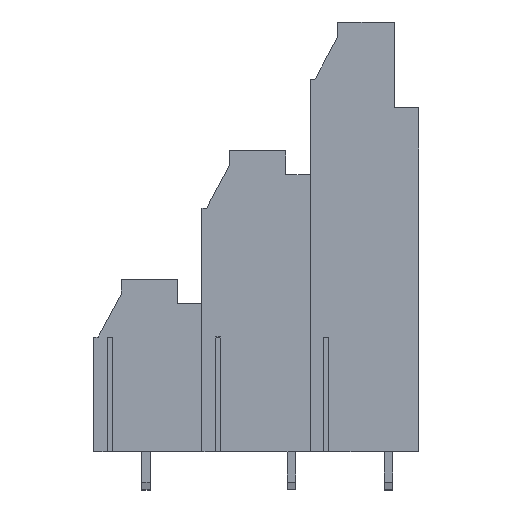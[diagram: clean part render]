
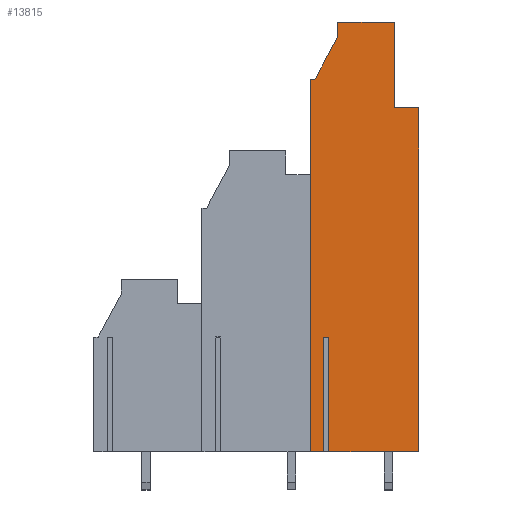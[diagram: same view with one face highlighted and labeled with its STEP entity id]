
A CAD part, top view. The second image highlights one B-rep face of the part: STEP entity #13815.
In plain terms, the highlighted planar face has unit normal (0, 0, 1).
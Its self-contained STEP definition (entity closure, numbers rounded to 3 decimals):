
#3066=ORIENTED_EDGE('',*,*,#4538,.T.);
#3067=ORIENTED_EDGE('',*,*,#4473,.T.);
#3068=ORIENTED_EDGE('',*,*,#4488,.T.);
#3069=ORIENTED_EDGE('',*,*,#4527,.T.);
#3070=ORIENTED_EDGE('',*,*,#4537,.T.);
#3071=ORIENTED_EDGE('',*,*,#4505,.T.);
#3072=ORIENTED_EDGE('',*,*,#4337,.T.);
#3073=ORIENTED_EDGE('',*,*,#4504,.T.);
#3074=ORIENTED_EDGE('',*,*,#4502,.T.);
#3075=ORIENTED_EDGE('',*,*,#4500,.T.);
#3076=ORIENTED_EDGE('',*,*,#4374,.T.);
#3077=ORIENTED_EDGE('',*,*,#4414,.T.);
#3078=ORIENTED_EDGE('',*,*,#4321,.F.);
#3079=ORIENTED_EDGE('',*,*,#4529,.T.);
#4321=EDGE_CURVE('',#5394,#5395,#6673,.T.);
#4337=EDGE_CURVE('',#5404,#5403,#6688,.T.);
#4374=EDGE_CURVE('',#5431,#5430,#6724,.T.);
#4414=EDGE_CURVE('',#5430,#5395,#6763,.T.);
#4473=EDGE_CURVE('',#5488,#5491,#6814,.T.);
#4488=EDGE_CURVE('',#5491,#5497,#6827,.T.);
#4500=EDGE_CURVE('',#5501,#5431,#6839,.T.);
#4502=EDGE_CURVE('',#5502,#5501,#6841,.T.);
#4504=EDGE_CURVE('',#5403,#5502,#6843,.T.);
#4505=EDGE_CURVE('',#5503,#5404,#6844,.T.);
#4527=EDGE_CURVE('',#5497,#5508,#6866,.T.);
#4529=EDGE_CURVE('',#5394,#5509,#6868,.T.);
#4537=EDGE_CURVE('',#5508,#5503,#6876,.T.);
#4538=EDGE_CURVE('',#5509,#5488,#6877,.T.);
#5394=VERTEX_POINT('',#19516);
#5395=VERTEX_POINT('',#19517);
#5403=VERTEX_POINT('',#19544);
#5404=VERTEX_POINT('',#19546);
#5430=VERTEX_POINT('',#19612);
#5431=VERTEX_POINT('',#19614);
#5488=VERTEX_POINT('',#19793);
#5491=VERTEX_POINT('',#19798);
#5497=VERTEX_POINT('',#19826);
#5501=VERTEX_POINT('',#19851);
#5502=VERTEX_POINT('',#19855);
#5503=VERTEX_POINT('',#19862);
#5508=VERTEX_POINT('',#19906);
#5509=VERTEX_POINT('',#19909);
#6673=LINE('',#19515,#8040);
#6688=LINE('',#19545,#8055);
#6724=LINE('',#19613,#8091);
#6763=LINE('',#19686,#8130);
#6814=LINE('',#19799,#8181);
#6827=LINE('',#19825,#8194);
#6839=LINE('',#19850,#8206);
#6841=LINE('',#19854,#8208);
#6843=LINE('',#19858,#8210);
#6844=LINE('',#19861,#8211);
#6866=LINE('',#19907,#8233);
#6868=LINE('',#19910,#8235);
#6876=LINE('',#19931,#8243);
#6877=LINE('',#19937,#8244);
#8040=VECTOR('',#16589,1000.);
#8055=VECTOR('',#16614,1000.);
#8091=VECTOR('',#16660,1000.);
#8130=VECTOR('',#16711,1000.);
#8181=VECTOR('',#16820,1000.);
#8194=VECTOR('',#16849,1000.);
#8206=VECTOR('',#16879,1000.);
#8208=VECTOR('',#16883,1000.);
#8210=VECTOR('',#16887,1000.);
#8211=VECTOR('',#16892,1000.);
#8233=VECTOR('',#16950,1000.);
#8235=VECTOR('',#16952,1000.);
#8243=VECTOR('',#16984,1000.);
#8244=VECTOR('',#16995,1000.);
#8773=EDGE_LOOP('',(#3066,#3067,#3068,#3069,#3070,#3071,#3072,#3073,#3074,
#3075,#3076,#3077,#3078,#3079));
#9302=FACE_BOUND('',#8773,.T.);
#9773=PLANE('',#14429);
#13815=ADVANCED_FACE('',(#9302),#9773,.T.);
#14429=AXIS2_PLACEMENT_3D('',#19938,#16996,#16997);
#16589=DIRECTION('',(0.,1.,0.));
#16614=DIRECTION('',(0.,1.,0.));
#16660=DIRECTION('',(-1.,0.,0.));
#16711=DIRECTION('',(0.,-1.,0.));
#16820=DIRECTION('',(1.,0.,0.));
#16849=DIRECTION('',(0.,-1.,0.));
#16879=DIRECTION('',(-0.471,-0.882,0.));
#16883=DIRECTION('',(0.,-1.,0.));
#16887=DIRECTION('',(-1.,0.,0.));
#16892=DIRECTION('',(-1.,0.,0.));
#16950=DIRECTION('',(1.,0.,0.));
#16952=DIRECTION('',(1.,0.,0.));
#16984=DIRECTION('',(0.,1.,0.));
#16995=DIRECTION('',(0.,1.,0.));
#16996=DIRECTION('',(0.,0.,1.));
#16997=DIRECTION('',(1.,0.,0.));
#19515=CARTESIAN_POINT('',(22.7,0.,2.54));
#19516=CARTESIAN_POINT('',(22.7,0.,2.54));
#19517=CARTESIAN_POINT('',(22.7,29.,2.54));
#19544=CARTESIAN_POINT('',(31.5,45.,2.54));
#19545=CARTESIAN_POINT('',(31.5,36.,2.54));
#19546=CARTESIAN_POINT('',(31.5,36.,2.54));
#19612=CARTESIAN_POINT('',(22.7,39.,2.54));
#19613=CARTESIAN_POINT('',(23.2,39.,2.54));
#19614=CARTESIAN_POINT('',(23.2,39.,2.54));
#19686=CARTESIAN_POINT('',(22.7,0.,2.54));
#19793=CARTESIAN_POINT('',(24.146,12.,2.54));
#19798=CARTESIAN_POINT('',(24.654,12.,2.54));
#19799=CARTESIAN_POINT('',(24.146,12.,2.54));
#19825=CARTESIAN_POINT('',(24.654,12.,2.54));
#19826=CARTESIAN_POINT('',(24.654,0.,2.54));
#19850=CARTESIAN_POINT('',(25.6,43.5,2.54));
#19851=CARTESIAN_POINT('',(25.6,43.5,2.54));
#19854=CARTESIAN_POINT('',(25.6,45.,2.54));
#19855=CARTESIAN_POINT('',(25.6,45.,2.54));
#19858=CARTESIAN_POINT('',(31.5,45.,2.54));
#19861=CARTESIAN_POINT('',(34.05,36.,2.54));
#19862=CARTESIAN_POINT('',(34.05,36.,2.54));
#19906=CARTESIAN_POINT('',(34.05,0.,2.54));
#19907=CARTESIAN_POINT('',(24.654,0.,2.54));
#19909=CARTESIAN_POINT('',(24.146,0.,2.54));
#19910=CARTESIAN_POINT('',(22.7,0.,2.54));
#19931=CARTESIAN_POINT('',(34.05,0.,2.54));
#19937=CARTESIAN_POINT('',(24.146,0.,2.54));
#19938=CARTESIAN_POINT('',(27.95,22.5,2.54));
